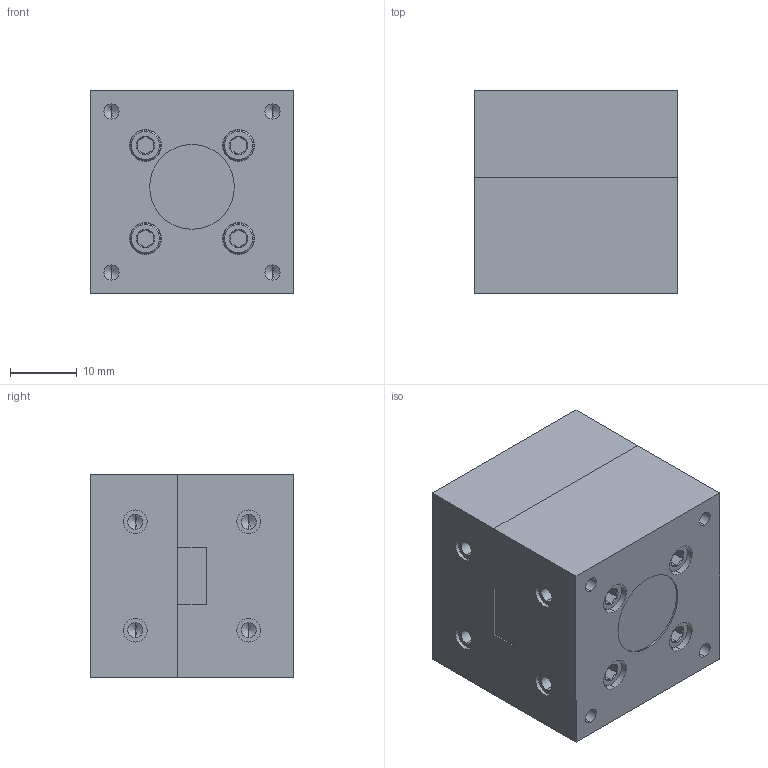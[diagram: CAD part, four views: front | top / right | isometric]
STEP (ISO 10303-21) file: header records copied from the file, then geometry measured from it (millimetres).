
FILE_DESCRIPTION (( 'STEP AP203' ), '1' );
FILE_NAME ('SWM-22333320-34-SB,DF.STEP', '2019-06-04T21:51:17', ( '' ), ( '' ), 'SwSTEP 2.0', 'SolidWorks 2016', '' );
FILE_SCHEMA (( 'CONFIG_CONTROL_DESIGN' ));
Products named in the file (1): SWM-22333320-34-SB,DF
Bounding box: 30.48 x 30.48 x 30.48 mm (x, y, z)
Volume: 27532 mm3; surface area: 10601.8 mm2
Topology: 9 solids, 9 shells, 828 faces, 2206 edges, 1399 vertices
Faces by surface type: cylinder 606, cone 118, plane 96, bspline 8
Entity records: 36387 total; most frequent: CARTESIAN_POINT 18740, ORIENTED_EDGE 4304, DIRECTION 3110, EDGE_CURVE 2152, VERTEX_POINT 1399, AXIS2_PLACEMENT_3D 1149, EDGE_LOOP 893, ADVANCED_FACE 828
